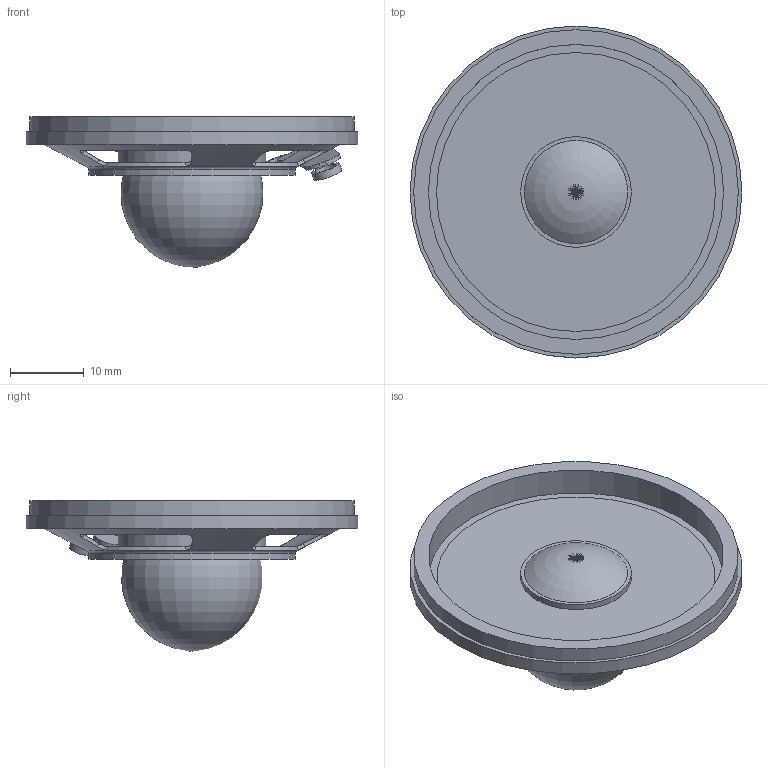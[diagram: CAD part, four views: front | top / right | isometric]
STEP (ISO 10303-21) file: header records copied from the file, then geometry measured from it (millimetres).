
FILE_DESCRIPTION(/* description */ ('Alibre Inc.'),/* implementation_level */ '2;1');
FILE_NAME(/* name */ 'export0',/* time_stamp */ '2018-03-10T09:34:50-06:00',/* author */ (''),/* organization */ (''),/* preprocessor_version */ 'ST-DEVELOPER v14',/* originating_system */ 'Alibre',/* authorisation */ '');
FILE_SCHEMA (('CONFIG_CONTROL_DESIGN'));
Length unit declared in the file: centimetre
Products named in the file (5): ID_1; ID_2; ID_3
Bounding box: 45 x 45 x 20.39 mm (x, y, z)
Volume: 1192.2 mm3; surface area: 7762.3 mm2
Topology: 4 solids, 7 shells, 81 faces, 196 edges, 131 vertices
Faces by surface type: plane 33, cylinder 19, bspline 16, cone 10, torus 3
Full cylindrical faces by diameter (mm): 3 x2, 15 x2, 18 x1, 20 x1, 28 x1, 37.821 x1, 40 x1, 44 x1, 45 x1
Entity records: 6548 total; most frequent: CARTESIAN_POINT 4512, ORIENTED_EDGE 316, DIRECTION 249, EDGE_CURVE 156, AXIS2_PLACEMENT_3D 121, VERTEX_POINT 113, FACE_BOUND 109, EDGE_LOOP 108
